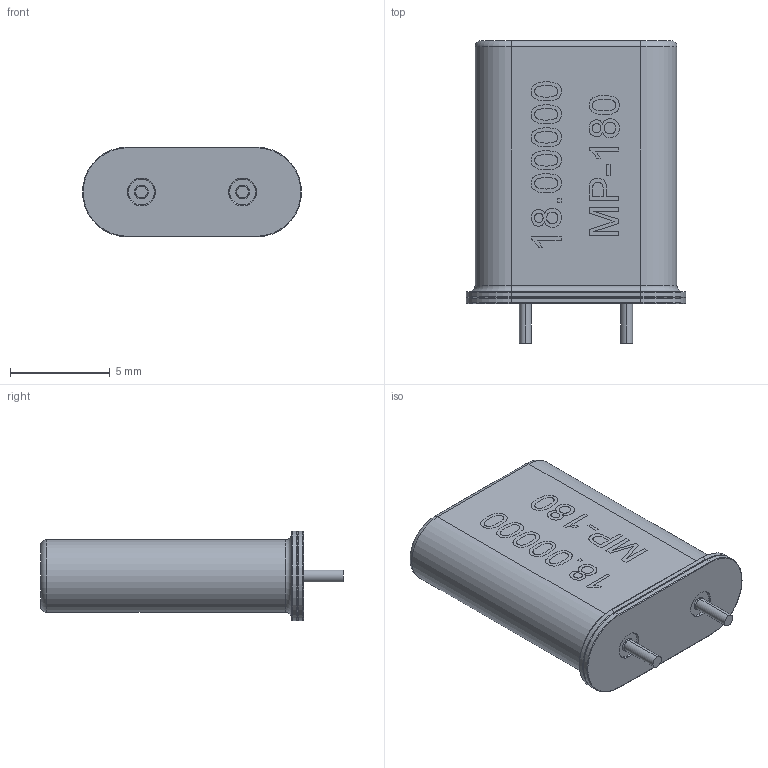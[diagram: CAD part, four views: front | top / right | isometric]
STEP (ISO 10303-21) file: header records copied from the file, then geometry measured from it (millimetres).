
FILE_DESCRIPTION (( 'STEP AP214' ), '1' );
FILE_NAME ('User Library-HC49U-2.STEP', '2015-04-14T09:11:49', ( 'Windows User' ), ( '' ), 'SwSTEP 2.0', 'SolidWorks 2015', '' );
FILE_SCHEMA (( 'AUTOMOTIVE_DESIGN' ));
Length unit declared in the file: millimetre
Products named in the file (1): User Library-HC49U-2
Bounding box: 11 x 15.2 x 4.5 mm (x, y, z)
Volume: 457.2 mm3; surface area: 416.9 mm2
Topology: 1 solids, 1 shells, 84 faces, 263 edges, 211 vertices
Faces by surface type: plane 38, cylinder 26, torus 20
Entity records: 5071 total; most frequent: CARTESIAN_POINT 2206, ORIENTED_EDGE 526, DIRECTION 407, EDGE_CURVE 263, VERTEX_POINT 211, AXIS2_PLACEMENT_3D 163, EDGE_LOOP 114, B_SPLINE_CURVE_WITH_KNOTS 104
